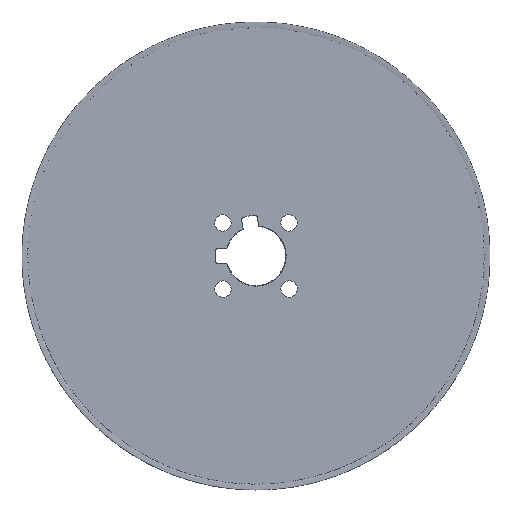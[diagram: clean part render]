
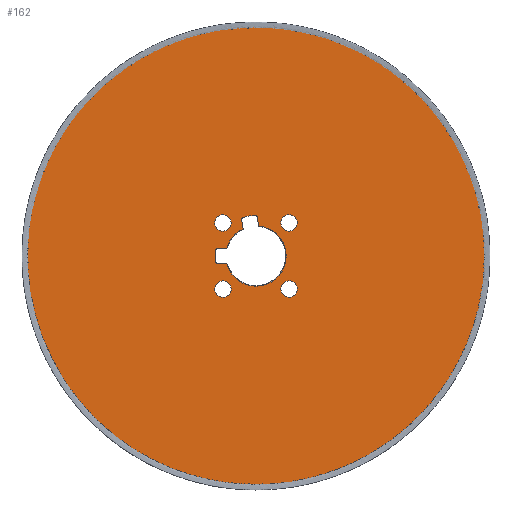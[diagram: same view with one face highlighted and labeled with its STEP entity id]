
A CAD part, top view. The second image highlights one B-rep face of the part: STEP entity #162.
In plain terms, the highlighted planar face has unit normal (0, 0, 1).
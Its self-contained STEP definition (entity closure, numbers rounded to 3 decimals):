
#162=ADVANCED_FACE('TB_SU_5',(#202,#203,#204,#205,#206,#207),#196,.T.);
#196=PLANE('',#984);
#202=FACE_BOUND('',#229,.T.);
#203=FACE_BOUND('',#230,.T.);
#204=FACE_BOUND('',#231,.T.);
#205=FACE_BOUND('',#232,.T.);
#206=FACE_BOUND('',#233,.T.);
#207=FACE_BOUND('',#234,.T.);
#229=EDGE_LOOP('',(#327,#328,#329,#330,#331,#332,#333,#334,#335,#336,#337,
#338,#339,#340,#341,#342,#343,#344));
#230=EDGE_LOOP('',(#345));
#231=EDGE_LOOP('',(#346));
#232=EDGE_LOOP('',(#347));
#233=EDGE_LOOP('',(#348));
#234=EDGE_LOOP('',(#349));
#279=LINE('',#1361,#303);
#280=LINE('',#1369,#304);
#281=LINE('',#1381,#305);
#282=LINE('',#1389,#306);
#303=VECTOR('',#1110,1.);
#304=VECTOR('',#1117,1.);
#305=VECTOR('',#1128,1.);
#306=VECTOR('',#1135,1.);
#327=ORIENTED_EDGE('',*,*,#556,.F.);
#328=ORIENTED_EDGE('',*,*,#557,.T.);
#329=ORIENTED_EDGE('',*,*,#558,.T.);
#330=ORIENTED_EDGE('',*,*,#559,.F.);
#331=ORIENTED_EDGE('',*,*,#560,.T.);
#332=ORIENTED_EDGE('',*,*,#561,.F.);
#333=ORIENTED_EDGE('',*,*,#562,.T.);
#334=ORIENTED_EDGE('',*,*,#563,.T.);
#335=ORIENTED_EDGE('',*,*,#564,.F.);
#336=ORIENTED_EDGE('',*,*,#565,.F.);
#337=ORIENTED_EDGE('',*,*,#566,.F.);
#338=ORIENTED_EDGE('',*,*,#567,.T.);
#339=ORIENTED_EDGE('',*,*,#568,.T.);
#340=ORIENTED_EDGE('',*,*,#569,.F.);
#341=ORIENTED_EDGE('',*,*,#570,.T.);
#342=ORIENTED_EDGE('',*,*,#571,.F.);
#343=ORIENTED_EDGE('',*,*,#572,.T.);
#344=ORIENTED_EDGE('',*,*,#573,.T.);
#345=ORIENTED_EDGE('',*,*,#574,.T.);
#346=ORIENTED_EDGE('',*,*,#575,.T.);
#347=ORIENTED_EDGE('',*,*,#576,.T.);
#348=ORIENTED_EDGE('',*,*,#577,.T.);
#349=ORIENTED_EDGE('',*,*,#578,.T.);
#495=VERTEX_POINT('',#1357);
#496=VERTEX_POINT('',#1358);
#497=VERTEX_POINT('',#1360);
#498=VERTEX_POINT('',#1362);
#499=VERTEX_POINT('',#1364);
#500=VERTEX_POINT('',#1366);
#501=VERTEX_POINT('',#1368);
#502=VERTEX_POINT('',#1370);
#503=VERTEX_POINT('',#1372);
#504=VERTEX_POINT('',#1374);
#505=VERTEX_POINT('',#1376);
#506=VERTEX_POINT('',#1378);
#507=VERTEX_POINT('',#1380);
#508=VERTEX_POINT('',#1382);
#509=VERTEX_POINT('',#1384);
#510=VERTEX_POINT('',#1386);
#511=VERTEX_POINT('',#1388);
#512=VERTEX_POINT('',#1390);
#513=VERTEX_POINT('',#1393);
#514=VERTEX_POINT('',#1395);
#515=VERTEX_POINT('',#1397);
#516=VERTEX_POINT('',#1399);
#517=VERTEX_POINT('',#1401);
#556=EDGE_CURVE('',#495,#496,#640,.T.);
#557=EDGE_CURVE('',#495,#497,#641,.T.);
#558=EDGE_CURVE('',#497,#498,#279,.T.);
#559=EDGE_CURVE('',#499,#498,#642,.T.);
#560=EDGE_CURVE('',#499,#500,#643,.T.);
#561=EDGE_CURVE('',#501,#500,#644,.T.);
#562=EDGE_CURVE('',#501,#502,#280,.T.);
#563=EDGE_CURVE('',#502,#503,#645,.T.);
#564=EDGE_CURVE('',#504,#503,#646,.T.);
#565=EDGE_CURVE('',#505,#504,#647,.T.);
#566=EDGE_CURVE('',#506,#505,#648,.T.);
#567=EDGE_CURVE('',#506,#507,#649,.T.);
#568=EDGE_CURVE('',#507,#508,#281,.T.);
#569=EDGE_CURVE('',#509,#508,#650,.T.);
#570=EDGE_CURVE('',#509,#510,#651,.T.);
#571=EDGE_CURVE('',#511,#510,#652,.T.);
#572=EDGE_CURVE('',#511,#512,#282,.T.);
#573=EDGE_CURVE('',#512,#496,#653,.T.);
#574=EDGE_CURVE('',#513,#513,#654,.T.);
#575=EDGE_CURVE('',#514,#514,#655,.T.);
#576=EDGE_CURVE('',#515,#515,#656,.T.);
#577=EDGE_CURVE('',#516,#516,#657,.T.);
#578=EDGE_CURVE('',#517,#517,#658,.T.);
#640=CIRCLE('',#965,20.306);
#641=CIRCLE('',#966,0.5);
#642=CIRCLE('',#967,1.6);
#643=CIRCLE('',#968,22.);
#644=CIRCLE('',#969,1.6);
#645=CIRCLE('',#970,0.5);
#646=CIRCLE('',#971,20.306);
#647=CIRCLE('',#972,20.306);
#648=CIRCLE('',#973,20.306);
#649=CIRCLE('',#974,0.5);
#650=CIRCLE('',#975,1.6);
#651=CIRCLE('',#976,22.);
#652=CIRCLE('',#977,1.6);
#653=CIRCLE('',#978,0.5);
#654=CIRCLE('',#979,5.511);
#655=CIRCLE('',#980,5.511);
#656=CIRCLE('',#981,155.753);
#657=CIRCLE('',#982,5.511);
#658=CIRCLE('',#983,5.511);
#965=AXIS2_PLACEMENT_3D('',#1356,#1106,#1107);
#966=AXIS2_PLACEMENT_3D('',#1359,#1108,#1109);
#967=AXIS2_PLACEMENT_3D('',#1363,#1111,#1112);
#968=AXIS2_PLACEMENT_3D('',#1365,#1113,#1114);
#969=AXIS2_PLACEMENT_3D('',#1367,#1115,#1116);
#970=AXIS2_PLACEMENT_3D('',#1371,#1118,#1119);
#971=AXIS2_PLACEMENT_3D('',#1373,#1120,#1121);
#972=AXIS2_PLACEMENT_3D('',#1375,#1122,#1123);
#973=AXIS2_PLACEMENT_3D('',#1377,#1124,#1125);
#974=AXIS2_PLACEMENT_3D('',#1379,#1126,#1127);
#975=AXIS2_PLACEMENT_3D('',#1383,#1129,#1130);
#976=AXIS2_PLACEMENT_3D('',#1385,#1131,#1132);
#977=AXIS2_PLACEMENT_3D('',#1387,#1133,#1134);
#978=AXIS2_PLACEMENT_3D('',#1391,#1136,#1137);
#979=AXIS2_PLACEMENT_3D('',#1392,#1138,#1139);
#980=AXIS2_PLACEMENT_3D('',#1394,#1140,#1141);
#981=AXIS2_PLACEMENT_3D('',#1396,#1142,#1143);
#982=AXIS2_PLACEMENT_3D('',#1398,#1144,#1145);
#983=AXIS2_PLACEMENT_3D('',#1400,#1146,#1147);
#984=AXIS2_PLACEMENT_3D('',#1402,#1148,#1149);
#1106=DIRECTION('',(0.,0.,1.));
#1107=DIRECTION('',(-0.292,-0.956,0.));
#1108=DIRECTION('',(0.,0.,1.));
#1109=DIRECTION('',(-0.292,-0.956,0.));
#1110=DIRECTION('',(-0.174,0.985,0.));
#1111=DIRECTION('',(0.,0.,1.));
#1112=DIRECTION('',(-0.292,-0.956,0.));
#1113=DIRECTION('',(0.,0.,-1.));
#1114=DIRECTION('',(-0.292,-0.956,0.));
#1115=DIRECTION('',(0.,0.,1.));
#1116=DIRECTION('',(-0.292,-0.956,0.));
#1117=DIRECTION('',(0.174,-0.985,0.));
#1118=DIRECTION('',(0.,0.,1.));
#1119=DIRECTION('',(-0.292,-0.956,0.));
#1120=DIRECTION('',(0.,0.,1.));
#1121=DIRECTION('',(-0.292,-0.956,0.));
#1122=DIRECTION('',(0.,0.,1.));
#1123=DIRECTION('',(-0.292,-0.956,0.));
#1124=DIRECTION('',(0.,0.,1.));
#1125=DIRECTION('',(-0.292,-0.956,0.));
#1126=DIRECTION('',(0.,0.,1.));
#1127=DIRECTION('',(-0.292,-0.956,0.));
#1128=DIRECTION('',(-1.,0.,0.));
#1129=DIRECTION('',(0.,0.,1.));
#1130=DIRECTION('',(-0.292,-0.956,0.));
#1131=DIRECTION('',(0.,0.,-1.));
#1132=DIRECTION('',(-0.292,-0.956,0.));
#1133=DIRECTION('',(0.,0.,1.));
#1134=DIRECTION('',(-0.292,-0.956,0.));
#1135=DIRECTION('',(1.,0.,0.));
#1136=DIRECTION('',(0.,0.,1.));
#1137=DIRECTION('',(-0.292,-0.956,0.));
#1138=DIRECTION('',(0.,0.,-1.));
#1139=DIRECTION('',(-0.292,-0.956,0.));
#1140=DIRECTION('',(0.,0.,-1.));
#1141=DIRECTION('',(-0.292,-0.956,0.));
#1142=DIRECTION('',(0.,0.,1.));
#1143=DIRECTION('',(-0.292,-0.956,0.));
#1144=DIRECTION('',(0.,0.,-1.));
#1145=DIRECTION('',(-0.292,-0.956,0.));
#1146=DIRECTION('',(0.,0.,-1.));
#1147=DIRECTION('',(-0.292,-0.956,0.));
#1148=DIRECTION('',(0.,0.,1.));
#1149=DIRECTION('',(-0.292,-0.956,0.));
#1356=CARTESIAN_POINT('',(0.,0.,0.));
#1357=CARTESIAN_POINT('',(-8.651,18.371,0.));
#1358=CARTESIAN_POINT('',(-19.595,5.329,0.));
#1359=CARTESIAN_POINT('',(-9.15,18.349,0.));
#1360=CARTESIAN_POINT('',(-8.658,18.436,0.));
#1361=CARTESIAN_POINT('',(-9.95,25.762,0.));
#1362=CARTESIAN_POINT('',(-9.672,24.189,0.));
#1363=CARTESIAN_POINT('',(-8.097,24.466,0.));
#1364=CARTESIAN_POINT('',(-8.657,25.965,0.));
#1365=CARTESIAN_POINT('',(-0.945,5.361,0.));
#1366=CARTESIAN_POINT('',(-0.745,27.36,0.));
#1367=CARTESIAN_POINT('',(-0.76,25.76,0.));
#1368=CARTESIAN_POINT('',(0.816,26.038,0.));
#1369=CARTESIAN_POINT('',(0.539,27.611,0.));
#1370=CARTESIAN_POINT('',(1.83,20.285,0.));
#1371=CARTESIAN_POINT('',(2.323,20.372,0.));
#1372=CARTESIAN_POINT('',(1.846,20.222,0.));
#1373=CARTESIAN_POINT('',(0.,0.,0.));
#1374=CARTESIAN_POINT('',(20.306,0.,0.));
#1375=CARTESIAN_POINT('',(0.,0.,0.));
#1376=CARTESIAN_POINT('',(0.,-20.306,0.));
#1377=CARTESIAN_POINT('',(0.,0.,0.));
#1378=CARTESIAN_POINT('',(-19.595,-5.329,0.));
#1379=CARTESIAN_POINT('',(-19.659,-5.825,0.));
#1380=CARTESIAN_POINT('',(-19.659,-5.325,0.));
#1381=CARTESIAN_POINT('',(-156.053,-5.325,0.));
#1382=CARTESIAN_POINT('',(-25.501,-5.325,0.));
#1383=CARTESIAN_POINT('',(-25.501,-3.725,0.));
#1384=CARTESIAN_POINT('',(-27.074,-4.017,0.));
#1385=CARTESIAN_POINT('',(-5.444,0.,0.));
#1386=CARTESIAN_POINT('',(-27.074,4.017,0.));
#1387=CARTESIAN_POINT('',(-25.501,3.725,0.));
#1388=CARTESIAN_POINT('',(-25.501,5.325,0.));
#1389=CARTESIAN_POINT('',(-156.053,5.325,0.));
#1390=CARTESIAN_POINT('',(-19.659,5.325,0.));
#1391=CARTESIAN_POINT('',(-19.659,5.825,0.));
#1392=CARTESIAN_POINT('',(22.274,22.274,0.));
#1393=CARTESIAN_POINT('',(20.663,17.004,0.));
#1394=CARTESIAN_POINT('',(-22.274,-22.274,0.));
#1395=CARTESIAN_POINT('',(-23.885,-27.544,0.));
#1396=CARTESIAN_POINT('',(0.,0.,0.));
#1397=CARTESIAN_POINT('',(-45.538,-148.948,0.));
#1398=CARTESIAN_POINT('',(22.274,-22.274,0.));
#1399=CARTESIAN_POINT('',(20.663,-27.544,0.));
#1400=CARTESIAN_POINT('',(-22.274,22.274,0.));
#1401=CARTESIAN_POINT('',(-23.885,17.004,0.));
#1402=CARTESIAN_POINT('',(-156.053,0.,0.));
